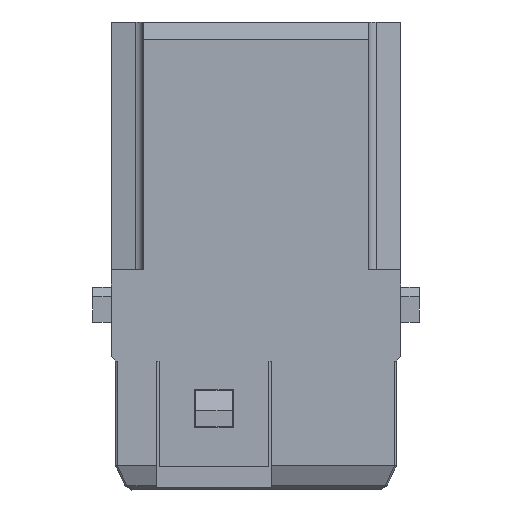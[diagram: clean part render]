
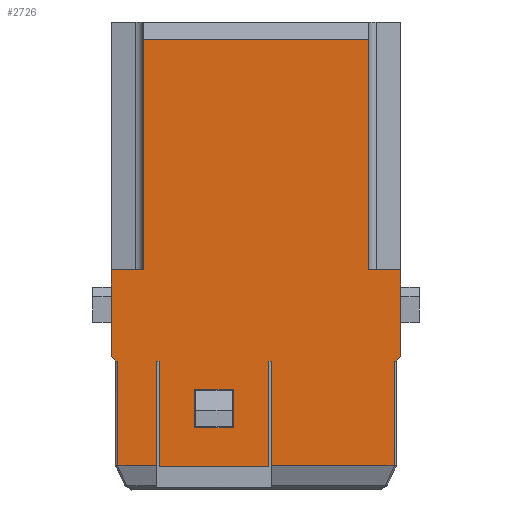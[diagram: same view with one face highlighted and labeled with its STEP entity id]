
A CAD part, left-side view. The second image highlights one B-rep face of the part: STEP entity #2726.
In plain terms, the highlighted planar face has unit normal (-1, 0, 0).
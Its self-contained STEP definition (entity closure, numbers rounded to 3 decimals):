
#2726=ADVANCED_FACE('',(#3432,#3433),#3151,.T.);
#3151=PLANE('',#11436);
#3432=FACE_BOUND('',#3715,.T.);
#3433=FACE_BOUND('',#3716,.T.);
#3715=EDGE_LOOP('',(#4889,#4890,#4891,#4892));
#3716=EDGE_LOOP('',(#4893,#4894,#4895,#4896,#4897,#4898,#4899,#4900,#4901,
#4902,#4903,#4904,#4905,#4906,#4907,#4908,#4909,#4910,#4911,#4912,#4913,
#4914));
#4889=ORIENTED_EDGE('',*,*,#7511,.T.);
#4890=ORIENTED_EDGE('',*,*,#7501,.T.);
#4891=ORIENTED_EDGE('',*,*,#7506,.T.);
#4892=ORIENTED_EDGE('',*,*,#7509,.T.);
#4893=ORIENTED_EDGE('',*,*,#7604,.T.);
#4894=ORIENTED_EDGE('',*,*,#7602,.T.);
#4895=ORIENTED_EDGE('',*,*,#7605,.T.);
#4896=ORIENTED_EDGE('',*,*,#7606,.T.);
#4897=ORIENTED_EDGE('',*,*,#7607,.T.);
#4898=ORIENTED_EDGE('',*,*,#7191,.T.);
#4899=ORIENTED_EDGE('',*,*,#7523,.T.);
#4900=ORIENTED_EDGE('',*,*,#7520,.T.);
#4901=ORIENTED_EDGE('',*,*,#7526,.T.);
#4902=ORIENTED_EDGE('',*,*,#7185,.T.);
#4903=ORIENTED_EDGE('',*,*,#7608,.T.);
#4904=ORIENTED_EDGE('',*,*,#7609,.T.);
#4905=ORIENTED_EDGE('',*,*,#7610,.T.);
#4906=ORIENTED_EDGE('',*,*,#7529,.T.);
#4907=ORIENTED_EDGE('',*,*,#7611,.T.);
#4908=ORIENTED_EDGE('',*,*,#7370,.T.);
#4909=ORIENTED_EDGE('',*,*,#7297,.T.);
#4910=ORIENTED_EDGE('',*,*,#7347,.T.);
#4911=ORIENTED_EDGE('',*,*,#7346,.T.);
#4912=ORIENTED_EDGE('',*,*,#7342,.T.);
#4913=ORIENTED_EDGE('',*,*,#7336,.T.);
#4914=ORIENTED_EDGE('',*,*,#7110,.T.);
#6356=VERTEX_POINT('',#14176);
#6357=VERTEX_POINT('',#14178);
#6430=VERTEX_POINT('',#14402);
#6432=VERTEX_POINT('',#14405);
#6435=VERTEX_POINT('',#14412);
#6437=VERTEX_POINT('',#14416);
#6516=VERTEX_POINT('',#14637);
#6518=VERTEX_POINT('',#14640);
#6539=VERTEX_POINT('',#14715);
#6544=VERTEX_POINT('',#14732);
#6545=VERTEX_POINT('',#14736);
#6560=VERTEX_POINT('',#14782);
#6650=VERTEX_POINT('',#15052);
#6652=VERTEX_POINT('',#15055);
#6655=VERTEX_POINT('',#15063);
#6657=VERTEX_POINT('',#15069);
#6665=VERTEX_POINT('',#15091);
#6666=VERTEX_POINT('',#15093);
#6668=VERTEX_POINT('',#15106);
#6669=VERTEX_POINT('',#15108);
#6717=VERTEX_POINT('',#15249);
#6719=VERTEX_POINT('',#15252);
#6720=VERTEX_POINT('',#15257);
#6721=VERTEX_POINT('',#15259);
#6722=VERTEX_POINT('',#15262);
#6723=VERTEX_POINT('',#15264);
#7110=EDGE_CURVE('',#6357,#6356,#8758,.T.);
#7185=EDGE_CURVE('',#6432,#6430,#8822,.T.);
#7191=EDGE_CURVE('',#6435,#6437,#8828,.T.);
#7297=EDGE_CURVE('',#6518,#6516,#8926,.T.);
#7336=EDGE_CURVE('',#6539,#6357,#8961,.T.);
#7342=EDGE_CURVE('',#6544,#6539,#8966,.T.);
#7346=EDGE_CURVE('',#6545,#6544,#8970,.T.);
#7347=EDGE_CURVE('',#6516,#6545,#8971,.T.);
#7370=EDGE_CURVE('',#6560,#6518,#8991,.T.);
#7501=EDGE_CURVE('',#6652,#6650,#9102,.T.);
#7506=EDGE_CURVE('',#6650,#6655,#9107,.T.);
#7509=EDGE_CURVE('',#6655,#6657,#9110,.T.);
#7511=EDGE_CURVE('',#6657,#6652,#9112,.T.);
#7520=EDGE_CURVE('',#6666,#6665,#9121,.T.);
#7523=EDGE_CURVE('',#6437,#6666,#9124,.T.);
#7526=EDGE_CURVE('',#6665,#6432,#9127,.T.);
#7529=EDGE_CURVE('',#6668,#6669,#9129,.T.);
#7602=EDGE_CURVE('',#6719,#6717,#9201,.T.);
#7604=EDGE_CURVE('',#6356,#6719,#9203,.T.);
#7605=EDGE_CURVE('',#6717,#6720,#9204,.T.);
#7606=EDGE_CURVE('',#6720,#6721,#9205,.T.);
#7607=EDGE_CURVE('',#6721,#6435,#9206,.T.);
#7608=EDGE_CURVE('',#6430,#6722,#9207,.T.);
#7609=EDGE_CURVE('',#6722,#6723,#9208,.T.);
#7610=EDGE_CURVE('',#6723,#6668,#9209,.T.);
#7611=EDGE_CURVE('',#6669,#6560,#9210,.T.);
#8758=LINE('',#14177,#9778);
#8822=LINE('',#14404,#9842);
#8828=LINE('',#14417,#9848);
#8926=LINE('',#14639,#9946);
#8961=LINE('',#14719,#9981);
#8966=LINE('',#14731,#9986);
#8970=LINE('',#14739,#9990);
#8971=LINE('',#14741,#9991);
#8991=LINE('',#14786,#10011);
#9102=LINE('',#15054,#10122);
#9107=LINE('',#15064,#10127);
#9110=LINE('',#15070,#10130);
#9112=LINE('',#15073,#10132);
#9121=LINE('',#15092,#10141);
#9124=LINE('',#15097,#10144);
#9127=LINE('',#15102,#10147);
#9129=LINE('',#15109,#10149);
#9201=LINE('',#15251,#10221);
#9203=LINE('',#15255,#10223);
#9204=LINE('',#15256,#10224);
#9205=LINE('',#15258,#10225);
#9206=LINE('',#15260,#10226);
#9207=LINE('',#15261,#10227);
#9208=LINE('',#15263,#10228);
#9209=LINE('',#15265,#10229);
#9210=LINE('',#15266,#10230);
#9778=VECTOR('',#11944,1.);
#9842=VECTOR('',#12032,1.);
#9848=VECTOR('',#12040,1.);
#9946=VECTOR('',#12226,1.);
#9981=VECTOR('',#12305,1.);
#9986=VECTOR('',#12318,1.);
#9990=VECTOR('',#12324,1.);
#9991=VECTOR('',#12327,1.);
#10011=VECTOR('',#12367,1.);
#10122=VECTOR('',#12612,1.);
#10127=VECTOR('',#12619,1.);
#10130=VECTOR('',#12624,1.);
#10132=VECTOR('',#12628,1.);
#10141=VECTOR('',#12641,1.);
#10144=VECTOR('',#12646,1.);
#10147=VECTOR('',#12653,1.);
#10149=VECTOR('',#12659,1.);
#10221=VECTOR('',#12773,1.);
#10223=VECTOR('',#12777,1.);
#10224=VECTOR('',#12778,1.);
#10225=VECTOR('',#12779,1.);
#10226=VECTOR('',#12780,1.);
#10227=VECTOR('',#12781,1.);
#10228=VECTOR('',#12782,1.);
#10229=VECTOR('',#12783,1.);
#10230=VECTOR('',#12784,1.);
#11436=AXIS2_PLACEMENT_3D('',#15267,#12785,#12786);
#11944=DIRECTION('',(0.,0.,-1.));
#12032=DIRECTION('',(0.,-1.,0.));
#12040=DIRECTION('',(0.,-1.,0.));
#12226=DIRECTION('',(0.,1.,0.));
#12305=DIRECTION('',(0.,1.,0.));
#12318=DIRECTION('',(0.,0.,-1.));
#12324=DIRECTION('',(0.,1.,0.));
#12327=DIRECTION('',(0.,0.,1.));
#12367=DIRECTION('',(0.,0.,1.));
#12612=DIRECTION('',(0.,0.,1.));
#12619=DIRECTION('',(0.,-1.,0.));
#12624=DIRECTION('',(0.,0.,-1.));
#12628=DIRECTION('',(0.,1.,0.));
#12641=DIRECTION('',(0.,-1.,0.));
#12646=DIRECTION('',(0.,0.,-1.));
#12653=DIRECTION('',(0.,0.,1.));
#12659=DIRECTION('',(0.,-1.,0.));
#12773=DIRECTION('',(0.,-1.,0.));
#12777=DIRECTION('',(0.,-0.707,-0.707));
#12778=DIRECTION('',(0.,0.,-1.));
#12779=DIRECTION('',(0.,-1.,0.));
#12780=DIRECTION('',(0.,0.,1.));
#12781=DIRECTION('',(0.,0.,-1.));
#12782=DIRECTION('',(0.,-1.,0.));
#12783=DIRECTION('',(0.,0.,1.));
#12784=DIRECTION('',(0.,-0.707,0.707));
#12785=DIRECTION('',(-1.,0.,0.));
#12786=DIRECTION('',(0.,0.,1.));
#14176=CARTESIAN_POINT('',(-7.35,15.15,-18.9));
#14177=CARTESIAN_POINT('',(-7.35,15.15,-9.8));
#14178=CARTESIAN_POINT('',(-7.35,15.15,-9.8));
#14402=CARTESIAN_POINT('',(-7.35,-1.6,-19.35));
#14404=CARTESIAN_POINT('',(-7.35,-1.35,-19.35));
#14405=CARTESIAN_POINT('',(-7.35,-1.35,-19.35));
#14412=CARTESIAN_POINT('',(-7.35,10.4,-19.35));
#14416=CARTESIAN_POINT('',(-7.35,10.15,-19.35));
#14417=CARTESIAN_POINT('',(-7.35,14.7,-19.35));
#14637=CARTESIAN_POINT('',(-7.35,-11.8,-9.8));
#14639=CARTESIAN_POINT('',(-7.35,-15.15,-9.8));
#14640=CARTESIAN_POINT('',(-7.35,-15.15,-9.8));
#14715=CARTESIAN_POINT('',(-7.35,11.8,-9.8));
#14719=CARTESIAN_POINT('',(-7.35,11.8,-9.8));
#14731=CARTESIAN_POINT('',(-7.35,11.8,14.284));
#14732=CARTESIAN_POINT('',(-7.35,11.8,14.284));
#14736=CARTESIAN_POINT('',(-7.35,-11.8,14.284));
#14739=CARTESIAN_POINT('',(-7.35,-11.8,14.284));
#14741=CARTESIAN_POINT('',(-7.35,-11.8,-9.8));
#14782=CARTESIAN_POINT('',(-7.35,-15.15,-18.9));
#14786=CARTESIAN_POINT('',(-7.35,-15.15,-18.9));
#15052=CARTESIAN_POINT('',(-7.35,6.4,-22.35));
#15054=CARTESIAN_POINT('',(-7.35,6.4,-26.35));
#15055=CARTESIAN_POINT('',(-7.35,6.4,-26.35));
#15063=CARTESIAN_POINT('',(-7.35,2.4,-22.35));
#15064=CARTESIAN_POINT('',(-7.35,6.4,-22.35));
#15069=CARTESIAN_POINT('',(-7.35,2.4,-26.35));
#15070=CARTESIAN_POINT('',(-7.35,2.4,-22.35));
#15073=CARTESIAN_POINT('',(-7.35,2.4,-26.35));
#15091=CARTESIAN_POINT('',(-7.35,-1.35,-30.35));
#15092=CARTESIAN_POINT('',(-7.35,10.15,-30.35));
#15093=CARTESIAN_POINT('',(-7.35,10.15,-30.35));
#15097=CARTESIAN_POINT('',(-7.35,10.15,-19.35));
#15102=CARTESIAN_POINT('',(-7.35,-1.35,-30.35));
#15106=CARTESIAN_POINT('',(-7.35,-14.5,-19.35));
#15108=CARTESIAN_POINT('',(-7.35,-14.7,-19.35));
#15109=CARTESIAN_POINT('',(-7.35,-1.35,-19.35));
#15249=CARTESIAN_POINT('',(-7.35,14.5,-19.35));
#15251=CARTESIAN_POINT('',(-7.35,14.7,-19.35));
#15252=CARTESIAN_POINT('',(-7.35,14.7,-19.35));
#15255=CARTESIAN_POINT('',(-7.35,15.15,-18.9));
#15256=CARTESIAN_POINT('',(-7.35,14.5,-19.35));
#15257=CARTESIAN_POINT('',(-7.35,14.5,-30.3));
#15258=CARTESIAN_POINT('',(-7.35,14.5,-30.3));
#15259=CARTESIAN_POINT('',(-7.35,10.4,-30.3));
#15260=CARTESIAN_POINT('',(-7.35,10.4,-30.3));
#15261=CARTESIAN_POINT('',(-7.35,-1.6,-19.35));
#15262=CARTESIAN_POINT('',(-7.35,-1.6,-30.3));
#15263=CARTESIAN_POINT('',(-7.35,-1.6,-30.3));
#15264=CARTESIAN_POINT('',(-7.35,-14.5,-30.3));
#15265=CARTESIAN_POINT('',(-7.35,-14.5,-30.3));
#15266=CARTESIAN_POINT('',(-7.35,-14.7,-19.35));
#15267=CARTESIAN_POINT('',(-7.35,-15.45,-30.45));
